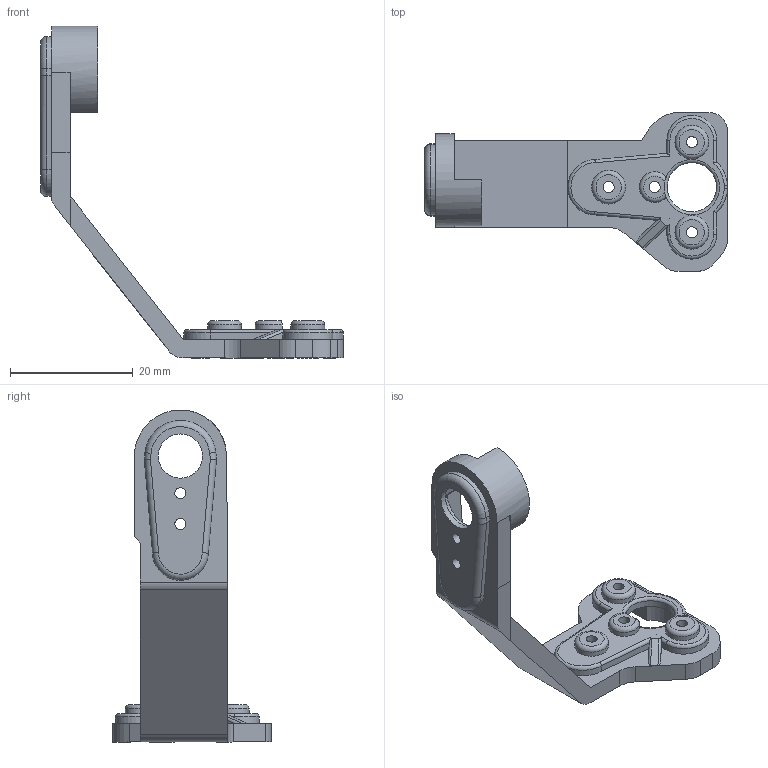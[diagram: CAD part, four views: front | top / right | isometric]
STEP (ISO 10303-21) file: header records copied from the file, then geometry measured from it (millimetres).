
FILE_DESCRIPTION(/* description */ ('','CAx-IF Rec.Pracs.---Representation and Presentation of Product Manufacturing Information (PMI)---4.0---2014-10-13'),/* implementation_level */ '2;1');
FILE_NAME(/* name */ 'Neck_hand.step',/* time_stamp */ '2024-12-12T08:53:32+08:00',/* author */ (''),/* organization */ (''),/* preprocessor_version */ 'ST-DEVELOPER v20',/* originating_system */ 'Autodesk Translation Framework v13.20.0.188',/* authorisation */ '');
FILE_SCHEMA (('AP242_MANAGED_MODEL_BASED_3D_ENGINEERING_MIM_LF { 1 0 10303 442 1 1 4 }'));
Length unit declared in the file: millimetre
Products named in the file (1): ESP_KAME_ROBOT
Bounding box: 49.29 x 25.88 x 54.04 mm (x, y, z)
Volume: 3966.1 mm3; surface area: 4131 mm2
Topology: 1 solids, 1 shells, 116 faces, 304 edges, 196 vertices
Faces by surface type: cylinder 53, plane 51, torus 12
Full cylindrical faces by diameter (mm): 1.8 x6, 5.5 x3, 7.2 x1, 8 x2
Entity records: 3803 total; most frequent: CARTESIAN_POINT 755, DIRECTION 644, ORIENTED_EDGE 608, EDGE_CURVE 304, AXIS2_PLACEMENT_3D 235, VERTEX_POINT 196, LINE 174, VECTOR 174
